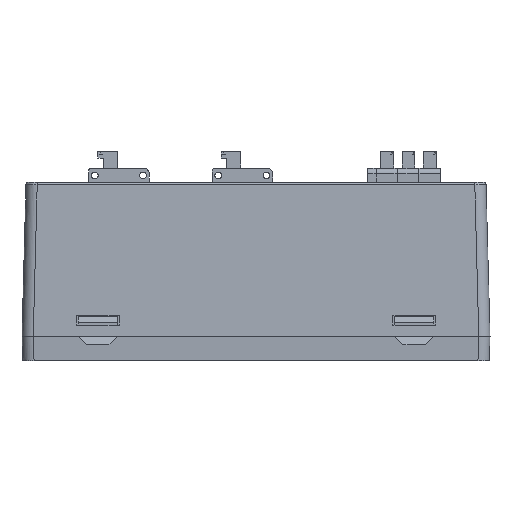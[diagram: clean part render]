
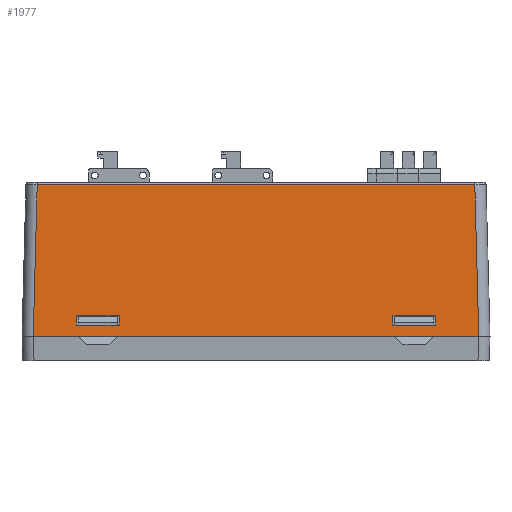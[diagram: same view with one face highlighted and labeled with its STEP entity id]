
A CAD part, front view. The second image highlights one B-rep face of the part: STEP entity #1977.
In plain terms, the highlighted planar face has unit normal (0, -1, 0.026).
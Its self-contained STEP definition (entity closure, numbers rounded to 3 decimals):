
#1977=ADVANCED_FACE('',(#4527,#4528,#4529),#3187,.T.);
#3187=PLANE('',#22954);
#4527=FACE_BOUND('',#5254,.T.);
#4528=FACE_BOUND('',#5255,.T.);
#4529=FACE_BOUND('',#5256,.T.);
#5254=EDGE_LOOP('',(#7445,#7446,#7447,#7448));
#5255=EDGE_LOOP('',(#7449,#7450,#7451,#7452));
#5256=EDGE_LOOP('',(#7453,#7454,#7455,#7456));
#7445=ORIENTED_EDGE('',*,*,#15474,.T.);
#7446=ORIENTED_EDGE('',*,*,#15390,.T.);
#7447=ORIENTED_EDGE('',*,*,#15476,.T.);
#7448=ORIENTED_EDGE('',*,*,#15352,.F.);
#7449=ORIENTED_EDGE('',*,*,#15498,.T.);
#7450=ORIENTED_EDGE('',*,*,#15501,.T.);
#7451=ORIENTED_EDGE('',*,*,#15357,.F.);
#7452=ORIENTED_EDGE('',*,*,#15502,.T.);
#7453=ORIENTED_EDGE('',*,*,#15488,.T.);
#7454=ORIENTED_EDGE('',*,*,#15394,.T.);
#7455=ORIENTED_EDGE('',*,*,#15479,.T.);
#7456=ORIENTED_EDGE('',*,*,#15486,.F.);
#13187=VERTEX_POINT('',#31024);
#13188=VERTEX_POINT('',#31026);
#13192=VERTEX_POINT('',#31035);
#13193=VERTEX_POINT('',#31037);
#13223=VERTEX_POINT('',#31098);
#13225=VERTEX_POINT('',#31102);
#13227=VERTEX_POINT('',#31107);
#13229=VERTEX_POINT('',#31111);
#13286=VERTEX_POINT('',#31327);
#13292=VERTEX_POINT('',#31341);
#13293=VERTEX_POINT('',#31364);
#13294=VERTEX_POINT('',#31366);
#15352=EDGE_CURVE('',#13187,#13188,#18398,.T.);
#15357=EDGE_CURVE('',#13192,#13193,#18402,.T.);
#15390=EDGE_CURVE('',#13223,#13225,#18428,.T.);
#15394=EDGE_CURVE('',#13227,#13229,#18432,.T.);
#15474=EDGE_CURVE('',#13187,#13223,#18488,.T.);
#15476=EDGE_CURVE('',#13225,#13188,#18490,.T.);
#15479=EDGE_CURVE('',#13229,#13286,#18493,.T.);
#15486=EDGE_CURVE('',#13292,#13286,#18500,.T.);
#15488=EDGE_CURVE('',#13292,#13227,#18502,.T.);
#15498=EDGE_CURVE('',#13294,#13293,#18511,.T.);
#15501=EDGE_CURVE('',#13293,#13193,#18512,.T.);
#15502=EDGE_CURVE('',#13192,#13294,#18513,.T.);
#18398=LINE('',#31025,#20698);
#18402=LINE('',#31036,#20702);
#18428=LINE('',#31103,#20728);
#18432=LINE('',#31112,#20732);
#18488=LINE('',#31319,#20788);
#18490=LINE('',#31322,#20790);
#18493=LINE('',#31328,#20793);
#18500=LINE('',#31342,#20800);
#18502=LINE('',#31345,#20802);
#18511=LINE('',#31365,#20811);
#18512=LINE('',#31387,#20812);
#18513=LINE('',#31389,#20813);
#20698=VECTOR('',#24926,1.);
#20702=VECTOR('',#24934,1.);
#20728=VECTOR('',#24976,1.);
#20732=VECTOR('',#24982,1.);
#20788=VECTOR('',#25118,1.);
#20790=VECTOR('',#25122,1.);
#20793=VECTOR('',#25127,1.);
#20800=VECTOR('',#25136,1.);
#20802=VECTOR('',#25140,1.);
#20811=VECTOR('',#25169,1.);
#20812=VECTOR('',#25174,1.);
#20813=VECTOR('',#25177,1.);
#22954=AXIS2_PLACEMENT_3D('',#31390,#25178,#25179);
#24926=DIRECTION('',(1.,0.,0.));
#24934=DIRECTION('',(-1.,0.,0.));
#24976=DIRECTION('',(1.,0.,0.));
#24982=DIRECTION('',(1.,0.,0.));
#25118=DIRECTION('',(0.,0.026,1.));
#25122=DIRECTION('',(0.,-0.026,-1.));
#25127=DIRECTION('',(0.,-0.026,-1.));
#25136=DIRECTION('',(1.,0.,0.));
#25140=DIRECTION('',(0.,0.026,1.));
#25169=DIRECTION('',(-1.,0.,0.));
#25174=DIRECTION('',(-0.026,-0.026,-0.999));
#25177=DIRECTION('',(-0.026,0.026,0.999));
#25178=DIRECTION('',(0.,-1.,0.026));
#25179=DIRECTION('',(0.,-0.026,-1.));
#31024=CARTESIAN_POINT('',(-928.528,153.891,-62.994));
#31025=CARTESIAN_POINT('',(-924.728,153.891,-62.994));
#31026=CARTESIAN_POINT('',(-920.894,153.891,-62.994));
#31035=CARTESIAN_POINT('',(-856.799,153.838,-65.02));
#31036=CARTESIAN_POINT('',(-857.543,153.838,-65.02));
#31037=CARTESIAN_POINT('',(-936.222,153.838,-65.02));
#31098=CARTESIAN_POINT('',(-928.528,153.937,-61.22));
#31102=CARTESIAN_POINT('',(-920.894,153.937,-61.22));
#31103=CARTESIAN_POINT('',(-900.489,153.937,-61.22));
#31107=CARTESIAN_POINT('',(-872.095,153.937,-61.22));
#31111=CARTESIAN_POINT('',(-864.495,153.937,-61.22));
#31112=CARTESIAN_POINT('',(-900.489,153.937,-61.22));
#31319=CARTESIAN_POINT('',(-928.528,153.832,-65.22));
#31322=CARTESIAN_POINT('',(-920.894,153.941,-61.086));
#31327=CARTESIAN_POINT('',(-864.495,153.891,-62.994));
#31328=CARTESIAN_POINT('',(-864.495,153.832,-65.22));
#31341=CARTESIAN_POINT('',(-872.095,153.891,-62.994));
#31342=CARTESIAN_POINT('',(-868.295,153.891,-62.994));
#31345=CARTESIAN_POINT('',(-872.095,153.832,-65.22));
#31364=CARTESIAN_POINT('',(-935.515,154.545,-38.007));
#31365=CARTESIAN_POINT('',(-900.489,154.545,-38.007));
#31366=CARTESIAN_POINT('',(-857.507,154.545,-38.007));
#31387=CARTESIAN_POINT('',(-936.173,153.887,-63.136));
#31389=CARTESIAN_POINT('',(-856.824,153.862,-64.077));
#31390=CARTESIAN_POINT('',(-900.489,153.832,-65.22));
